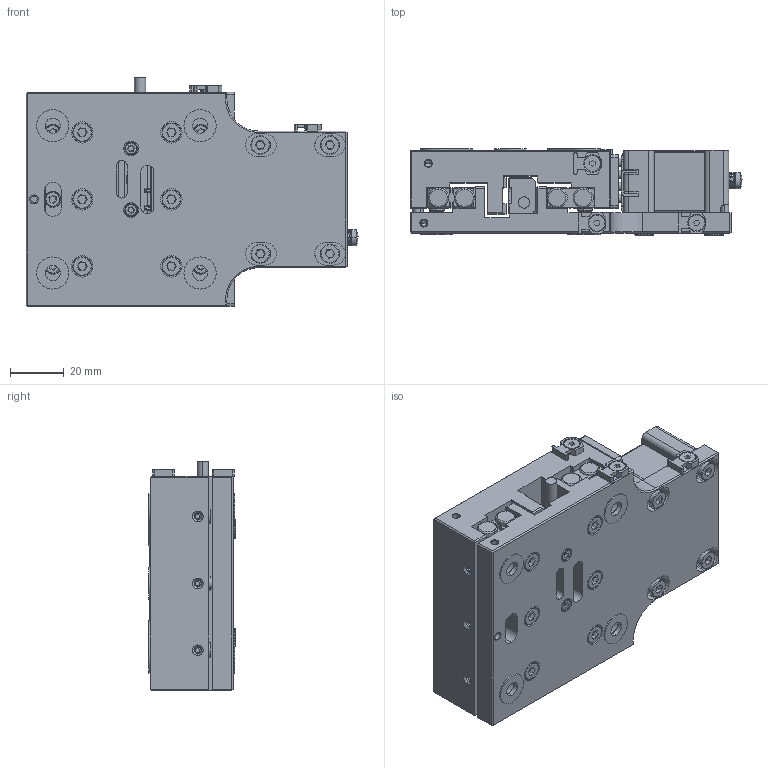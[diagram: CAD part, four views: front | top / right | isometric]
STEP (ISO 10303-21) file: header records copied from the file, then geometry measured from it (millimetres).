
FILE_DESCRIPTION (( 'STEP AP214' ), '1' );
FILE_NAME ('FBS075040-10008.STEP', '2020-05-07T06:05:34', ( 'IL01OD77172' ), ( 'Johnson Electric International AG' ), 'SwSTEP 2.0', 'SolidWorks 2015', '' );
FILE_SCHEMA (( 'AUTOMOTIVE_DESIGN' ));
Length unit declared in the file: millimetre
Products named in the file (27): WASM-RIBBED_WASM0402; FBS075040-10008; SM-SC-DIN9121_SM03SC12; SM-Set-DIN9136_SM03SP05; EA00-DIN915_EA000373; EA000412; Interpolator_SY000153; WASM-RIBBED_WASM2501; WASM-RIBBED_WASM0302; SY000089; SY000082-cage_CRWG 3-50; SM-SC-DIN9121_SM04SC16; SY000145; CSB175S20W-00_CSB080S20W-00; F07514S042-00_F07514S042-00; LOCK130002-02_LOCK130002-02; SM-SC-DIN9121_SM04SC10; SM-SC-DIN9121_SM25SC10; F07514S041-00_F07514S041-00; TONIC-HEAD_SY000086; S768130103-00_S768130103-00; SY000082-Rail_SY000421; SM-FS-DIN7991_SM03FS05; HR-LS8-MOTOR_HR8-1-S-3; SY000144; SY000138_SY000138-75; CROSS_ROLLER_FB_SY000421
Assembly tree (64 placements, depth 3):
  FBS075040-10008
    CSB175S20W-00_CSB080S20W-00
    HR-LS8-MOTOR_HR8-1-S-3
    TONIC-HEAD_SY000086
    F07514S041-00_F07514S041-00
    F07514S042-00_F07514S042-00
    SM-SC-DIN9121_SM04SC16  x4
    WASM-RIBBED_WASM0402  x10
    SM-SC-DIN9121_SM03SC12  x6
    SM-SC-DIN9121_SM04SC10  x6
    WASM-RIBBED_WASM0302  x6
    SM-SC-DIN9121_SM25SC10  x2
    WASM-RIBBED_WASM2501  x2
    CROSS_ROLLER_FB_SY000421  x2
      SY000082-Rail_SY000421
      SY000082-cage_CRWG 3-50
    EA000412  x3
    SM-Set-DIN9136_SM03SP05  x3
    EA00-DIN915_EA000373
    SY000144
    SY000145
    SY000138_SY000138-75
    SY000089
    LOCK130002-02_LOCK130002-02
    SM-FS-DIN7991_SM03FS05  x5
    S768130103-00_S768130103-00
  Interpolator_SY000153
Bounding box: 123.98 x 32.2 x 85.5 mm (x, y, z)
Volume: 204801.5 mm3; surface area: 99093.8 mm2
Topology: 74 solids, 74 shells, 3714 faces, 9394 edges, 5897 vertices
Faces by surface type: plane 1876, cylinder 1005, cone 481, bspline 284, torus 68
Entity records: 118305 total; most frequent: CARTESIAN_POINT 32007, ORIENTED_EDGE 14442, DIRECTION 13019, EDGE_CURVE 7221, VECTOR 4813, LINE 4813, VERTEX_POINT 4645, AXIS2_PLACEMENT_3D 4103
